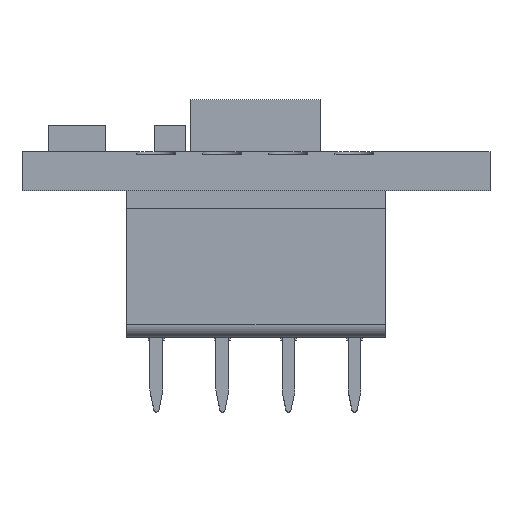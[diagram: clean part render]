
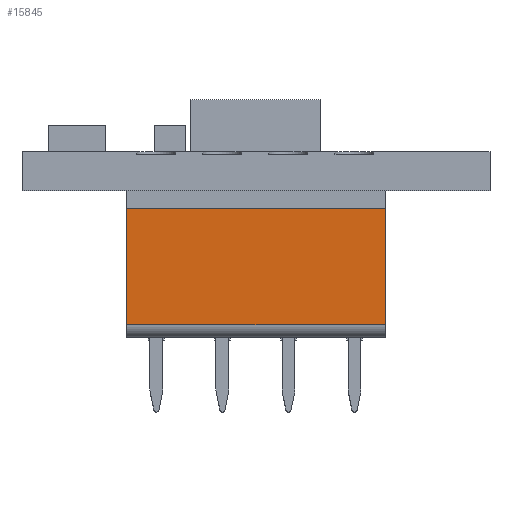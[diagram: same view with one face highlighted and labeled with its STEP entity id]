
A CAD part, left-side view. The second image highlights one B-rep face of the part: STEP entity #15845.
In plain terms, the highlighted planar face has unit normal (-1, 0, -0.022).
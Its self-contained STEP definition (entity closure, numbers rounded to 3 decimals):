
#1016=FACE_OUTER_BOUND('',#2002,.T.);
#2002=EDGE_LOOP('',(#11273,#11274,#11275,#11276));
#3234=LINE('',#23550,#5046);
#3244=LINE('',#23570,#5056);
#3292=LINE('',#23697,#5104);
#3311=LINE('',#23736,#5123);
#5046=VECTOR('',#18885,1.);
#5056=VECTOR('',#18899,1.);
#5104=VECTOR('',#19045,1.);
#5123=VECTOR('',#19070,1.);
#6742=VERTEX_POINT('',#23546);
#6744=VERTEX_POINT('',#23549);
#6747=VERTEX_POINT('',#23558);
#6752=VERTEX_POINT('',#23568);
#8275=EDGE_CURVE('',#6742,#6744,#3234,.T.);
#8286=EDGE_CURVE('',#6747,#6752,#3244,.T.);
#8350=EDGE_CURVE('',#6742,#6747,#3292,.T.);
#8369=EDGE_CURVE('',#6744,#6752,#3311,.T.);
#11273=ORIENTED_EDGE('',*,*,#8350,.T.);
#11274=ORIENTED_EDGE('',*,*,#8286,.T.);
#11275=ORIENTED_EDGE('',*,*,#8369,.F.);
#11276=ORIENTED_EDGE('',*,*,#8275,.F.);
#14926=PLANE('',#16895);
#15845=ADVANCED_FACE('',(#1016),#14926,.T.);
#16895=AXIS2_PLACEMENT_3D('',#23768,#19087,#19088);
#18885=DIRECTION('',(-0.022,0.,1.));
#18899=DIRECTION('',(-0.022,0.,1.));
#19045=DIRECTION('',(0.,-1.,0.));
#19070=DIRECTION('',(0.,-1.,0.));
#19087=DIRECTION('center_axis',(-1.,0.,
-0.022));
#19088=DIRECTION('ref_axis',(-0.022,0.,1.));
#23546=CARTESIAN_POINT('',(-0.74,1.148,0.601));
#23549=CARTESIAN_POINT('',(-0.84,1.148,5.05));
#23550=CARTESIAN_POINT('',(-0.74,1.148,0.601));
#23558=CARTESIAN_POINT('',(-0.74,-8.812,0.601));
#23568=CARTESIAN_POINT('',(-0.84,-8.812,5.05));
#23570=CARTESIAN_POINT('',(-0.74,-8.812,0.601));
#23697=CARTESIAN_POINT('',(-0.74,1.148,0.601));
#23736=CARTESIAN_POINT('',(-0.84,1.148,5.05));
#23768=CARTESIAN_POINT('Origin',(-0.74,1.148,0.601));
